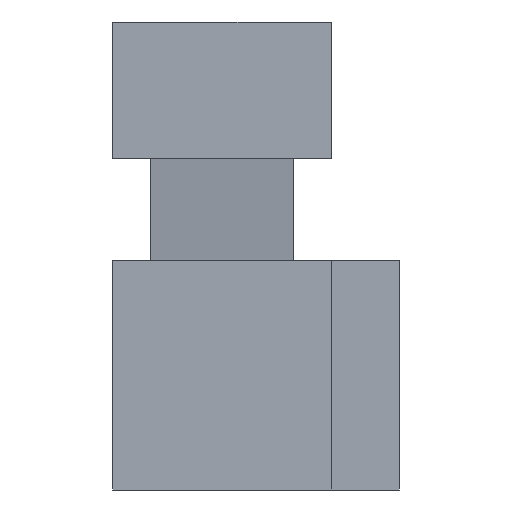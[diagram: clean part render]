
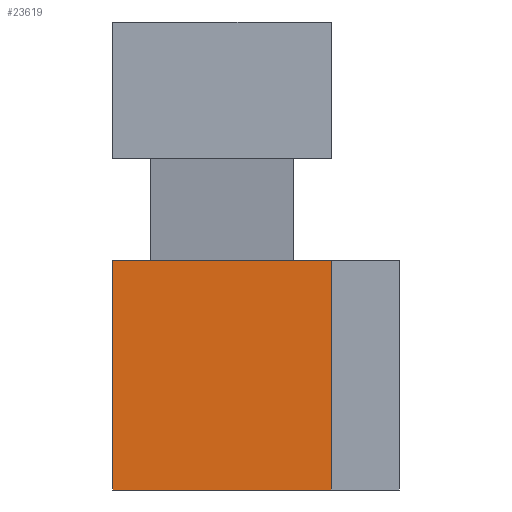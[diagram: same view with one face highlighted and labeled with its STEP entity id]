
A CAD part, left-side view. The second image highlights one B-rep face of the part: STEP entity #23619.
In plain terms, the highlighted planar face has unit normal (-1, 0, 0).
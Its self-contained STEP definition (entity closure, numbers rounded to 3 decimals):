
#4309=ORIENTED_EDGE('',*,*,#8069,.T.);
#4310=ORIENTED_EDGE('',*,*,#9636,.F.);
#4311=ORIENTED_EDGE('',*,*,#7881,.F.);
#4312=ORIENTED_EDGE('',*,*,#9635,.T.);
#7881=EDGE_CURVE('',#11311,#11312,#13529,.T.);
#8069=EDGE_CURVE('',#11500,#11499,#13717,.T.);
#9635=EDGE_CURVE('',#11311,#11500,#15283,.T.);
#9636=EDGE_CURVE('',#11312,#11499,#15284,.T.);
#11311=VERTEX_POINT('',#32528);
#11312=VERTEX_POINT('',#32530);
#11499=VERTEX_POINT('',#32905);
#11500=VERTEX_POINT('',#32907);
#13529=LINE('',#32529,#16483);
#13717=LINE('',#32906,#16671);
#15283=LINE('',#36036,#18237);
#15284=LINE('',#36038,#18238);
#16483=VECTOR('',#26022,1000.);
#16671=VECTOR('',#26212,1000.);
#18237=VECTOR('',#29148,1000.);
#18238=VECTOR('',#29151,1000.);
#20032=EDGE_LOOP('',(#4309,#4310,#4311,#4312));
#21358=FACE_BOUND('',#20032,.T.);
#22592=PLANE('',#24837);
#23619=ADVANCED_FACE('',(#21358),#22592,.F.);
#24837=AXIS2_PLACEMENT_3D('',#36037,#29149,#29150);
#26022=DIRECTION('',(0.,-1.,0.));
#26212=DIRECTION('',(0.,-1.,0.));
#29148=DIRECTION('',(0.,0.,-1.));
#29149=DIRECTION('',(1.,0.,0.));
#29150=DIRECTION('',(0.,0.,-1.));
#29151=DIRECTION('',(0.,0.,-1.));
#32528=CARTESIAN_POINT('',(-16.065,1.525,1.6));
#32529=CARTESIAN_POINT('',(-16.065,1.525,1.6));
#32530=CARTESIAN_POINT('',(-16.065,-1.525,1.6));
#32905=CARTESIAN_POINT('',(-16.065,-1.525,-1.6));
#32906=CARTESIAN_POINT('',(-16.065,1.525,-1.6));
#32907=CARTESIAN_POINT('',(-16.065,1.525,-1.6));
#36036=CARTESIAN_POINT('',(-16.065,1.525,1.6));
#36037=CARTESIAN_POINT('',(-16.065,1.525,1.6));
#36038=CARTESIAN_POINT('',(-16.065,-1.525,1.6));
